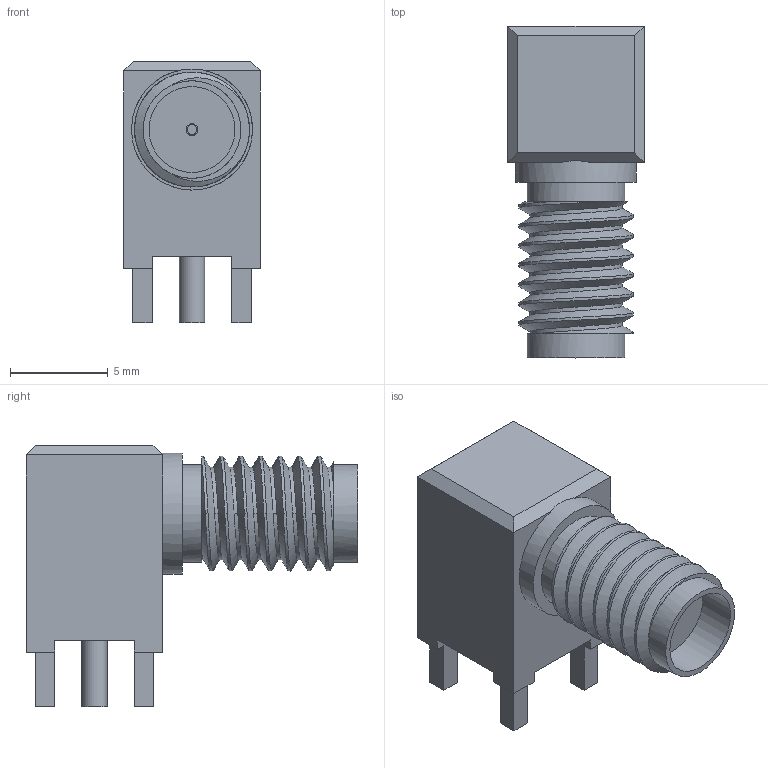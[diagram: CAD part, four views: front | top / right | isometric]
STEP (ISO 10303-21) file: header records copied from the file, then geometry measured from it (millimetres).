
FILE_DESCRIPTION(/* description */ (''),/* implementation_level */ '2;1');
FILE_NAME(/* name */ 'L-KLS1-SMA006 v4.step',/* time_stamp */ '2022-11-30T13:25:48+03:00',/* author */ (''),/* organization */ (''),/* preprocessor_version */ 'ST-DEVELOPER v19.2',/* originating_system */ 'Autodesk Translation Framework v11.17.0.187',/* authorisation */ '');
FILE_SCHEMA (('AUTOMOTIVE_DESIGN { 1 0 10303 214 3 1 1 }'));
Length unit declared in the file: millimetre
Products named in the file (1): L-KLS1-SMA006
Bounding box: 7 x 17 x 13.4 mm (x, y, z)
Volume: 694.2 mm3; surface area: 731.2 mm2
Topology: 1 solids, 1 shells, 71 faces, 181 edges, 118 vertices
Faces by surface type: plane 45, cylinder 24, bspline 2
Full cylindrical faces by diameter (mm): 0.5 x1, 0.6 x1, 1.3 x1, 4 x1, 4.4 x1, 4.744 x3, 5 x2, 5.884 x4, 6.2 x1
Entity records: 3260 total; most frequent: CARTESIAN_POINT 1548, ORIENTED_EDGE 362, DIRECTION 309, EDGE_CURVE 181, VERTEX_POINT 118, LINE 115, VECTOR 115, AXIS2_PLACEMENT_3D 97
